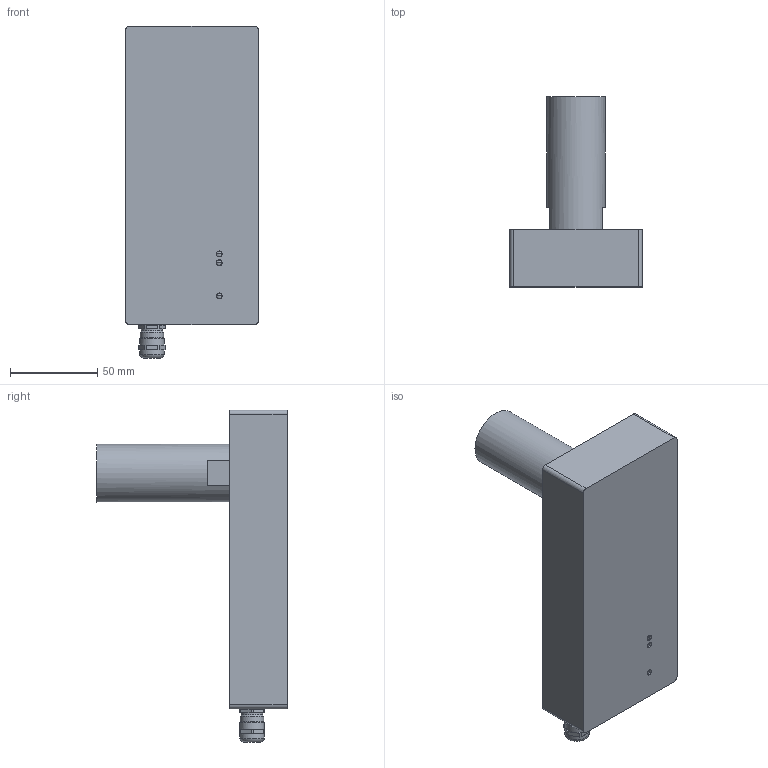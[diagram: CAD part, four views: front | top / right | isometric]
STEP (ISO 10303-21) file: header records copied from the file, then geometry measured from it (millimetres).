
FILE_DESCRIPTION(/* description */ (''),/* implementation_level */ '2;1');
FILE_NAME(/* name */ 'ACTIV_10G-HW_Simplify.stp',/* time_stamp */ '2025-04-25T11:14:31-04:00',/* author */ ('djm.electronics'),/* organization */ (''),/* preprocessor_version */ 'ST-DEVELOPER v20',/* originating_system */ 'Autodesk Inventor 2025',/* authorisation */ '');
FILE_SCHEMA (('AUTOMOTIVE_DESIGN { 1 0 10303 214 3 1 1 }'));
Products named in the file (3): ACTIV_10G-HW_Simplify; ACTIV_10G-HW_Simplify_1; ACTIV-PIPE
Assembly tree (2 placements, depth 2):
  ACTIV_10G-HW_Simplify
    ACTIV_10G-HW_Simplify_1
    ACTIV-PIPE
Bounding box: 76.2 x 109.22 x 190.58 mm (x, y, z)
Volume: 429311.7 mm3; surface area: 89911.7 mm2
Topology: 2 solids, 140 shells, 2325 faces, 6696 edges, 4452 vertices
Faces by surface type: plane 1600, cylinder 592, bspline 79, torus 21, sphere 18, cone 15
Full cylindrical faces by diameter (mm): 2.921 x2, 3.429 x3, 11.28 x1, 12.1 x1, 13.5 x1, 14 x2, 21.517 x1, 24.028 x1, 25.4 x1, 25.654 x1, 33.401 x1
Entity records: 84056 total; most frequent: CARTESIAN_POINT 19504, ORIENTED_EDGE 12955, DIRECTION 12306, EDGE_CURVE 6686, LINE 5234, VECTOR 5234, VERTEX_POINT 4452, AXIS2_PLACEMENT_3D 3536
